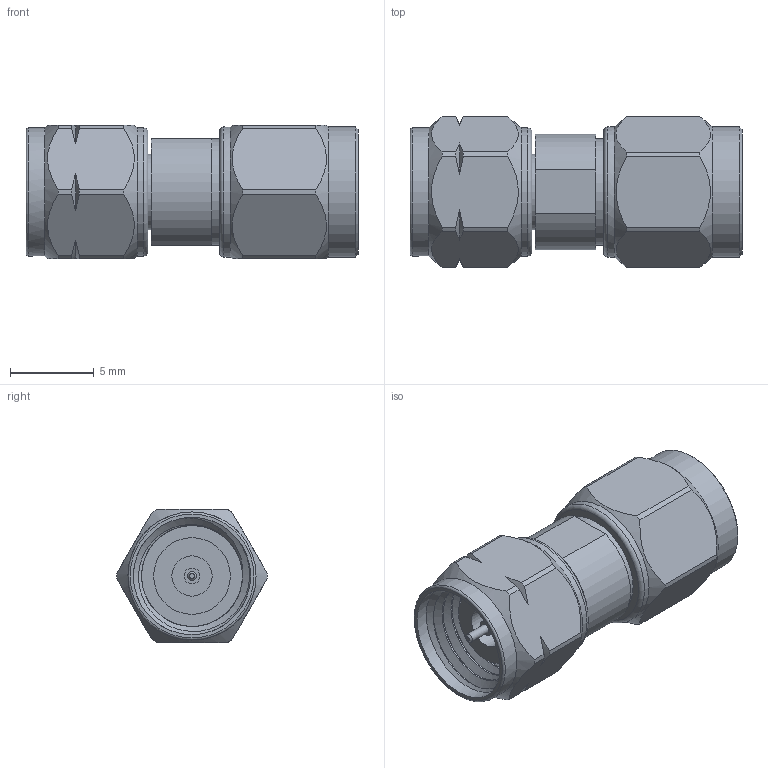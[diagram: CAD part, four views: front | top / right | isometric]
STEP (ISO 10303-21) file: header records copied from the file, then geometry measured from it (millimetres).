
FILE_DESCRIPTION (( 'STEP AP203' ), '1' );
FILE_NAME ('PE9653_3D.step', '2021-04-02T22:50:04', ( '' ), ( '' ), 'SwSTEP 2.0', 'SolidWorks 2020', '' );
FILE_SCHEMA (( 'CONFIG_CONTROL_DESIGN' ));
Length unit declared in the file: inch
Products named in the file (1): PE9653_3D
Bounding box: 19.81 x 8.99 x 7.94 mm (x, y, z)
Volume: 734 mm3; surface area: 1004.8 mm2
Topology: 1 solids, 1 shells, 107 faces, 284 edges, 191 vertices
Faces by surface type: cylinder 45, plane 30, cone 22, bspline 7, torus 3
Full cylindrical faces by diameter (mm): 0.533 x1, 0.94 x2, 1.194 x1, 2.4 x1, 4.445 x1, 4.514 x1, 4.572 x1, 6.35 x7, 7 x4, 7.641 x2, 7.762 x2
Entity records: 6007 total; most frequent: CARTESIAN_POINT 3773, ORIENTED_EDGE 460, DIRECTION 400, EDGE_CURVE 230, AXIS2_PLACEMENT_3D 177, VERTEX_POINT 173, EDGE_LOOP 135, FACE_OUTER_BOUND 116
